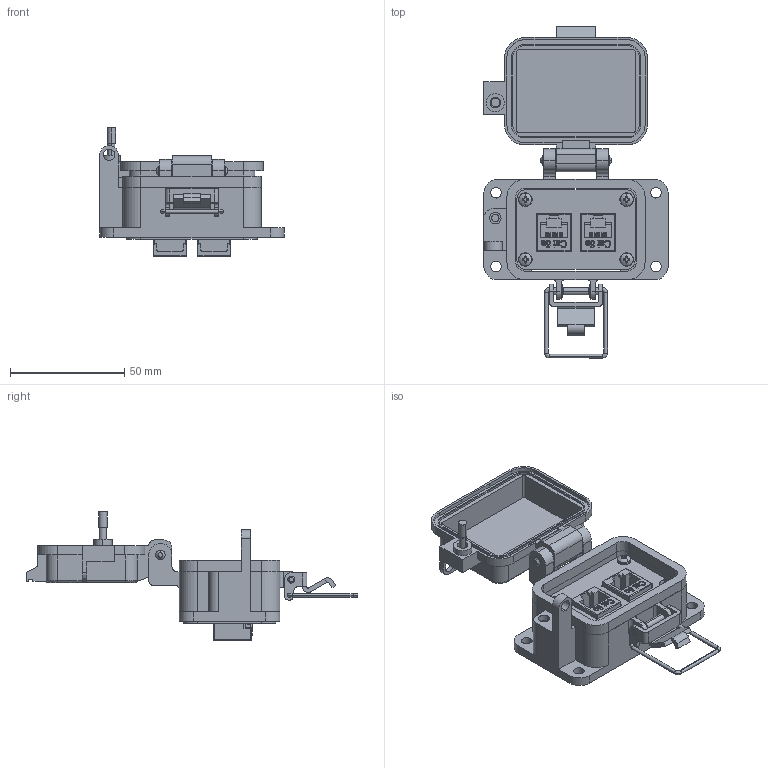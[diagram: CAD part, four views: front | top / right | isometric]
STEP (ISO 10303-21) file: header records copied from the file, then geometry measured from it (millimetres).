
FILE_DESCRIPTION (( 'STEP AP203' ), '1' );
FILE_NAME ('P-R33#2-B2RX_3D.STEP', '2019-10-31T19:54:45', ( '' ), ( '' ), 'SwSTEP 2.0', 'SolidWorks 2019', '' );
FILE_SCHEMA (( 'CONFIG_CONTROL_DESIGN' ));
Length unit declared in the file: millimetre
Products named in the file (11): P-R33#2-B2RX_3D; R33; P-R33#2-B2RX_FP060_1; -B2; Z-H-B2_B; Z-000-4243316TFP; P-R33#2-B2RX_BP180_1; Z-300-RJ45C5SH; 92005A124_METRIC PAN HEAD PHILLIPS MACHINE SCREW_92005A124; P-R33#2-B2RX_TP060_1
Assembly tree (14 placements, depth 3):
  P-R33#2-B2RX_3D
    P-R33#2-B2RX_BP180_1
    P-R33#2-B2RX_TP060_1
    Z-000-4243316TFP
    P-R33#2-B2RX_FP060_1
    R33
      Z-300-RJ45C5SH
    R33
      Z-300-RJ45C5SH
    -B2
      Z-H-B2_B
    92005A124_METRIC PAN HEAD PHILLIPS MACHINE SCREW_92005A124  x4
Bounding box: 80.57 x 145.03 x 56.18 mm (x, y, z)
Volume: 65823.4 mm3; surface area: 54932.6 mm2
Topology: 20 solids, 20 shells, 2140 faces, 6015 edges, 3954 vertices
Faces by surface type: cylinder 912, plane 793, bspline 358, cone 53, torus 16, sphere 8
Entity records: 50099 total; most frequent: CARTESIAN_POINT 19288, ORIENTED_EDGE 6794, DIRECTION 5326, EDGE_CURVE 3397, VERTEX_POINT 2243, LINE 1958, VECTOR 1958, AXIS2_PLACEMENT_3D 1684
